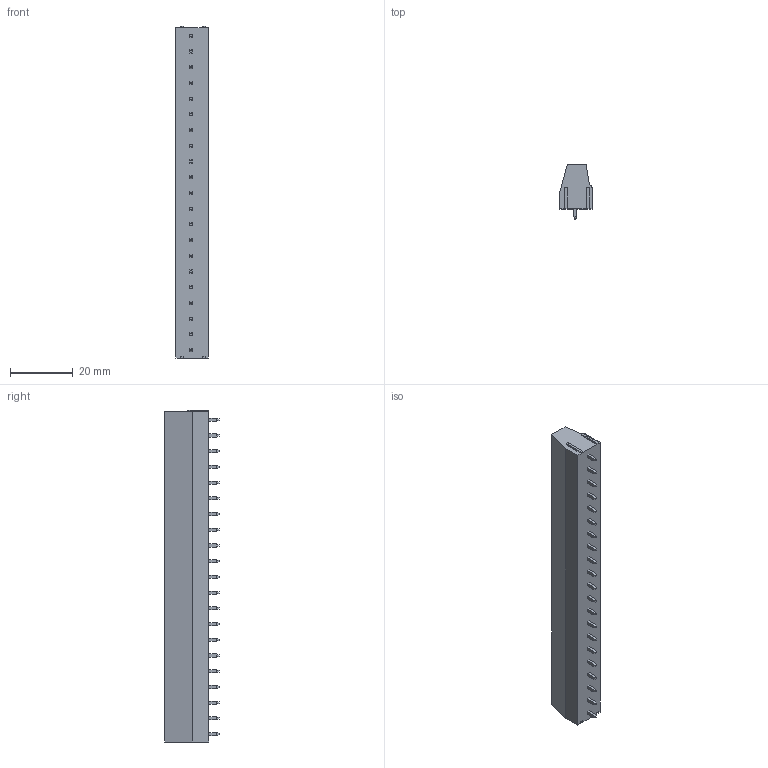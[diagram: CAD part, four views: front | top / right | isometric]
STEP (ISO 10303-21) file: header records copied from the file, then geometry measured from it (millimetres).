
FILE_DESCRIPTION((''),'2;1');
FILE_NAME('PRT0006','2024-10-19T',('sj'),(''),'PRO/ENGINEER BY PARAMETRIC TECHNOLOGY CORPORATION, 2013240','PRO/ENGINEER BY PARAMETRIC TECHNOLOGY CORPORATION, 2013240','');
FILE_SCHEMA(('AUTOMOTIVE_DESIGN_CC2 { 1 2 10303 214 -1 1 5 2 }'));
Length unit declared in the file: millimetre
Products named in the file (1): PRT0006
Bounding box: 10.2 x 17.3 x 105.59 mm (x, y, z)
Volume: 12323.1 mm3; surface area: 6044 mm2
Topology: 1 solids, 1 shells, 563 faces, 1326 edges, 828 vertices
Faces by surface type: plane 508, cylinder 55
Entity records: 15790 total; most frequent: CARTESIAN_POINT 2717, ORIENTED_EDGE 2652, DIRECTION 2646, EDGE_CURVE 1326, VECTOR 1132, LINE 1132, VERTEX_POINT 828, AXIS2_PLACEMENT_3D 757
